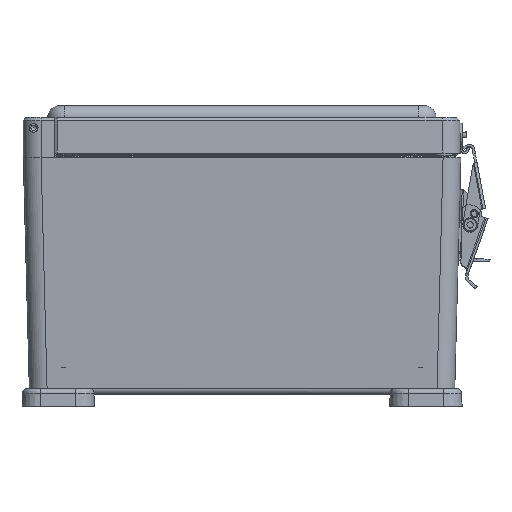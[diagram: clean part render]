
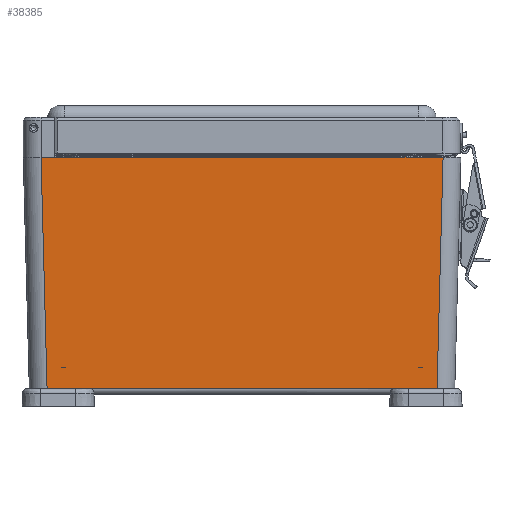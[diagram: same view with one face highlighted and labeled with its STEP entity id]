
A CAD part, left-side view. The second image highlights one B-rep face of the part: STEP entity #38385.
In plain terms, the highlighted planar face has unit normal (-1, 0, -0.026).
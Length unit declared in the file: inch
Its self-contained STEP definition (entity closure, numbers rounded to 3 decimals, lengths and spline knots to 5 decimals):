
#2823 = CARTESIAN_POINT ( 'NONE',  ( -5.6153, 4.24043, 5. ) ) ;
#4202 = EDGE_CURVE ( 'NONE', #83314, #16572, #59476, .T. ) ;
#5641 = CARTESIAN_POINT ( 'NONE',  ( -5.2403, 4.2403, 5. ) ) ;
#6535 = ORIENTED_EDGE ( 'NONE', *, *, #74639, .T. ) ;
#7736 = AXIS2_PLACEMENT_3D ( 'NONE', #5641, #63732, #43196 ) ;
#8561 = EDGE_LOOP ( 'NONE', ( #14074, #6535, #74712, #50100, #16872, #32594 ) ) ;
#14074 = ORIENTED_EDGE ( 'NONE', *, *, #81687, .F. ) ;
#16572 = VERTEX_POINT ( 'NONE', #33128 ) ;
#16872 = ORIENTED_EDGE ( 'NONE', *, *, #4202, .T. ) ;
#18932 = AXIS2_PLACEMENT_3D ( 'NONE', #25656, #82823, #32130 ) ;
#24233 = LINE ( 'NONE', #67315, #56469 ) ;
#25656 = CARTESIAN_POINT ( 'NONE',  ( -5.48438, -4.48438, 0. ) ) ;
#26498 = CIRCLE ( 'NONE', #7736, 0.375 ) ;
#29335 = DIRECTION ( 'NONE',  ( 0.026, -0.026, -0.999 ) ) ;
#31219 = VERTEX_POINT ( 'NONE', #79472 ) ;
#32130 = DIRECTION ( 'NONE',  ( -0.026, 0., 1. ) ) ;
#32594 = ORIENTED_EDGE ( 'NONE', *, *, #47630, .T. ) ;
#33128 = CARTESIAN_POINT ( 'NONE',  ( -5.6153, 3.95905, 5. ) ) ;
#34387 = EDGE_CURVE ( 'NONE', #83314, #75246, #24233, .T. ) ;
#37553 = LINE ( 'NONE', #73470, #50604 ) ;
#38123 = LINE ( 'NONE', #2823, #63352 ) ;
#38385 = ADVANCED_FACE ( 'NONE', ( #52858 ), #70984, .T. ) ;
#38990 = CARTESIAN_POINT ( 'NONE',  ( -5.48756, -2.24219, 0.12173 ) ) ;
#41711 = DIRECTION ( 'NONE',  ( 0.026, 0.026, -0.999 ) ) ;
#41966 = LINE ( 'NONE', #38990, #61099 ) ;
#42354 = VECTOR ( 'NONE', #51860, 39.37008 ) ;
#43196 = DIRECTION ( 'NONE',  ( 1., 0., 0. ) ) ;
#43293 = EDGE_CURVE ( 'NONE', #75246, #78728, #41966, .T. ) ;
#45431 = CARTESIAN_POINT ( 'NONE',  ( -5.6153, -4.48438, 5. ) ) ;
#47630 = EDGE_CURVE ( 'NONE', #16572, #74907, #37553, .T. ) ;
#50100 = ORIENTED_EDGE ( 'NONE', *, *, #34387, .F. ) ;
#50604 = VECTOR ( 'NONE', #79701, 39.37008 ) ;
#51860 = DIRECTION ( 'NONE',  ( 0., 1., 0. ) ) ;
#52858 = FACE_OUTER_BOUND ( 'NONE', #8561, .T. ) ;
#56469 = VECTOR ( 'NONE', #41711, 39.37008 ) ;
#57838 = DIRECTION ( 'NONE',  ( 0., 1., 0. ) ) ;
#59476 = LINE ( 'NONE', #45431, #42354 ) ;
#61099 = VECTOR ( 'NONE', #57838, 39.37008 ) ;
#62134 = CARTESIAN_POINT ( 'NONE',  ( -5.6153, -4.24043, 5. ) ) ;
#63352 = VECTOR ( 'NONE', #29335, 39.37008 ) ;
#63732 = DIRECTION ( 'NONE',  ( 0., 0., 1. ) ) ;
#67315 = CARTESIAN_POINT ( 'NONE',  ( -5.48088, -4.106, -0.13361 ) ) ;
#70984 = PLANE ( 'NONE',  #18932 ) ;
#73470 = CARTESIAN_POINT ( 'NONE',  ( -5.6153, -4.48438, 5. ) ) ;
#74639 = EDGE_CURVE ( 'NONE', #31219, #78728, #38123, .T. ) ;
#74712 = ORIENTED_EDGE ( 'NONE', *, *, #43293, .F. ) ;
#74907 = VERTEX_POINT ( 'NONE', #83371 ) ;
#75246 = VERTEX_POINT ( 'NONE', #81346 ) ;
#78728 = VERTEX_POINT ( 'NONE', #81799 ) ;
#79472 = CARTESIAN_POINT ( 'NONE',  ( -5.6153, 4.24043, 5. ) ) ;
#79701 = DIRECTION ( 'NONE',  ( 0., 1., 0. ) ) ;
#81346 = CARTESIAN_POINT ( 'NONE',  ( -5.48756, -4.11269, 0.12173 ) ) ;
#81687 = EDGE_CURVE ( 'NONE', #31219, #74907, #26498, .T. ) ;
#81799 = CARTESIAN_POINT ( 'NONE',  ( -5.48756, 4.11269, 0.12173 ) ) ;
#82823 = DIRECTION ( 'NONE',  ( -1., 0., -0.026 ) ) ;
#83314 = VERTEX_POINT ( 'NONE', #62134 ) ;
#83371 = CARTESIAN_POINT ( 'NONE',  ( -5.6153, 4.2403, 5. ) ) ;
